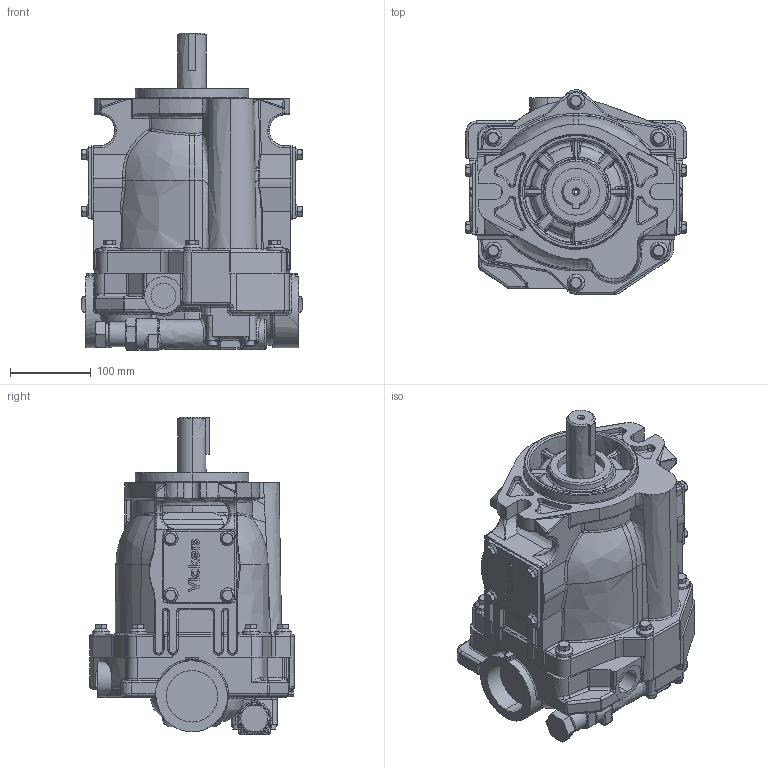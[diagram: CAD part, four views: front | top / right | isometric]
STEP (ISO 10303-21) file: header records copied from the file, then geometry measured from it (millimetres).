
FILE_DESCRIPTION(('FreeCAD Model'),'2;1');
FILE_NAME('Open CASCADE Shape Model','2025-04-17T05:13:34',('FreeCAD'),( 'FreeCAD'),'Open CASCADE STEP processor 7.6','FreeCAD','Unknown');
FILE_SCHEMA(('AUTOMOTIVE_DESIGN { 1 0 10303 214 1 1 1 1 }'));
Products named in the file (1): Open CASCADE STEP translator 7.6 1
Bounding box: 273.29 x 253.95 x 394.23 mm (x, y, z)
Volume: 16672.8 mm3; surface area: 493964.7 mm2
Topology: 5 solids, 6 shells, 2148 faces, 5150 edges, 3016 vertices
Faces by surface type: bspline 2148
Entity records: 112052 total; most frequent: CARTESIAN_POINT 82827, ORIENTED_EDGE 10177, EDGE_CURVE 5090, B_SPLINE_CURVE_WITH_KNOTS 3669, VERTEX_POINT 3016, FACE_BOUND 2215, EDGE_LOOP 2215, ADVANCED_FACE 2148
